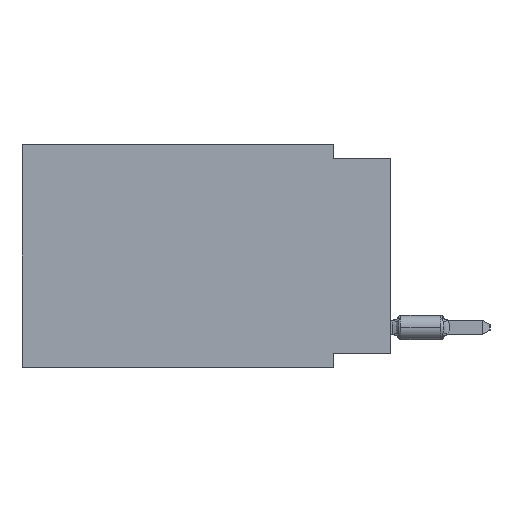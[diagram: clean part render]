
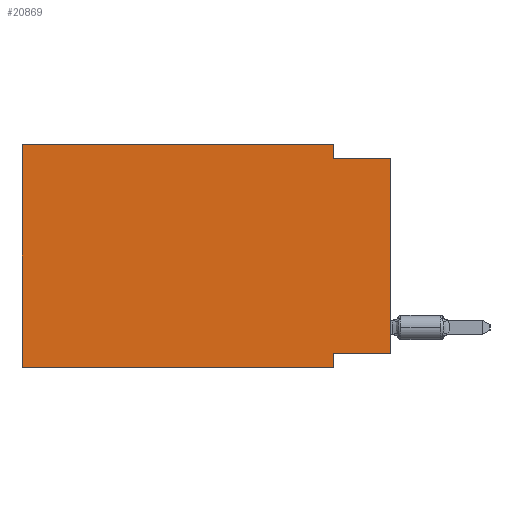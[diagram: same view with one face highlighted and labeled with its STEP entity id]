
A CAD part, left-side view. The second image highlights one B-rep face of the part: STEP entity #20869.
In plain terms, the highlighted planar face has unit normal (-1, 0, 0).
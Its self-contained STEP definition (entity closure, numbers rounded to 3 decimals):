
#825 = CARTESIAN_POINT ( 'NONE',  ( 0., 2.54, 0. ) ) ;
#2051 = CARTESIAN_POINT ( 'NONE',  ( 0., 2.54, 0. ) ) ;
#2957 = DIRECTION ( 'NONE',  ( 0., -1., 0. ) ) ;
#3000 = ORIENTED_EDGE ( 'NONE', *, *, #13156, .F. ) ;
#4299 = VERTEX_POINT ( 'NONE', #825 ) ;
#5122 = VERTEX_POINT ( 'NONE', #31895 ) ;
#5670 = VERTEX_POINT ( 'NONE', #23205 ) ;
#5811 = CARTESIAN_POINT ( 'NONE',  ( 0., 2.54, -9.906 ) ) ;
#7034 = ORIENTED_EDGE ( 'NONE', *, *, #24112, .F. ) ;
#7130 = DIRECTION ( 'NONE',  ( 0., 0., -1. ) ) ;
#7920 = ORIENTED_EDGE ( 'NONE', *, *, #40534, .F. ) ;
#8998 = LINE ( 'NONE', #2051, #44574 ) ;
#9112 = ORIENTED_EDGE ( 'NONE', *, *, #27445, .F. ) ;
#9355 = CARTESIAN_POINT ( 'NONE',  ( 0., 16.383, 0. ) ) ;
#10258 = DIRECTION ( 'NONE',  ( 0., 0., 1. ) ) ;
#12960 = VECTOR ( 'NONE', #10258, 1000. ) ;
#13156 = EDGE_CURVE ( 'NONE', #4299, #21967, #8998, .T. ) ;
#13437 = DIRECTION ( 'NONE',  ( 0., 0., -1. ) ) ;
#14523 = CARTESIAN_POINT ( 'NONE',  ( 0., 0., -0.635 ) ) ;
#15139 = DIRECTION ( 'NONE',  ( 0., -1., 0. ) ) ;
#16148 = DIRECTION ( 'NONE',  ( 0., 0., -1. ) ) ;
#16586 = VERTEX_POINT ( 'NONE', #43140 ) ;
#17300 = LINE ( 'NONE', #14523, #38742 ) ;
#17349 = CARTESIAN_POINT ( 'NONE',  ( 0., 0., 0. ) ) ;
#17544 = CARTESIAN_POINT ( 'NONE',  ( 0., 2.54, -0.635 ) ) ;
#18002 = ORIENTED_EDGE ( 'NONE', *, *, #26575, .F. ) ;
#18375 = LINE ( 'NONE', #32229, #19913 ) ;
#19910 = VECTOR ( 'NONE', #13437, 1000. ) ;
#19913 = VECTOR ( 'NONE', #15139, 1000. ) ;
#20104 = VERTEX_POINT ( 'NONE', #36783 ) ;
#20393 = CARTESIAN_POINT ( 'NONE',  ( 0., 0., -9.271 ) ) ;
#20489 = LINE ( 'NONE', #27198, #28319 ) ;
#20547 = EDGE_LOOP ( 'NONE', ( #44427, #9112, #3000, #25543, #18002, #34502, #7920, #7034 ) ) ;
#20642 = LINE ( 'NONE', #9355, #12960 ) ;
#20869 = ADVANCED_FACE ( 'NONE', ( #38756 ), #22425, .F. ) ;
#21215 = CARTESIAN_POINT ( 'NONE',  ( 0., 16.383, 0. ) ) ;
#21967 = VERTEX_POINT ( 'NONE', #17544 ) ;
#22425 = PLANE ( 'NONE',  #36763 ) ;
#22446 = EDGE_CURVE ( 'NONE', #5122, #4299, #20489, .T. ) ;
#23205 = CARTESIAN_POINT ( 'NONE',  ( 0., 2.54, -9.906 ) ) ;
#24112 = EDGE_CURVE ( 'NONE', #37584, #20104, #31035, .T. ) ;
#25543 = ORIENTED_EDGE ( 'NONE', *, *, #22446, .F. ) ;
#25840 = VECTOR ( 'NONE', #44844, 1000. ) ;
#26575 = EDGE_CURVE ( 'NONE', #16586, #5122, #20642, .T. ) ;
#27198 = CARTESIAN_POINT ( 'NONE',  ( 0., 16.383, 0. ) ) ;
#27291 = LINE ( 'NONE', #17349, #25840 ) ;
#27445 = EDGE_CURVE ( 'NONE', #21967, #33839, #17300, .T. ) ;
#28319 = VECTOR ( 'NONE', #2957, 1000. ) ;
#28602 = DIRECTION ( 'NONE',  ( 0., -1., 0. ) ) ;
#31035 = LINE ( 'NONE', #20393, #43578 ) ;
#31895 = CARTESIAN_POINT ( 'NONE',  ( 0., 16.383, 0. ) ) ;
#32229 = CARTESIAN_POINT ( 'NONE',  ( 0., 16.383, -9.906 ) ) ;
#33839 = VERTEX_POINT ( 'NONE', #35854 ) ;
#34502 = ORIENTED_EDGE ( 'NONE', *, *, #38121, .T. ) ;
#35854 = CARTESIAN_POINT ( 'NONE',  ( 0., 0., -0.635 ) ) ;
#36763 = AXIS2_PLACEMENT_3D ( 'NONE', #21215, #44798, #7130 ) ;
#36783 = CARTESIAN_POINT ( 'NONE',  ( 0., 2.54, -9.271 ) ) ;
#37442 = LINE ( 'NONE', #5811, #19910 ) ;
#37584 = VERTEX_POINT ( 'NONE', #38974 ) ;
#37952 = DIRECTION ( 'NONE',  ( 0., 1., 0. ) ) ;
#38121 = EDGE_CURVE ( 'NONE', #16586, #5670, #18375, .T. ) ;
#38742 = VECTOR ( 'NONE', #28602, 1000. ) ;
#38756 = FACE_OUTER_BOUND ( 'NONE', #20547, .T. ) ;
#38868 = EDGE_CURVE ( 'NONE', #37584, #33839, #27291, .T. ) ;
#38974 = CARTESIAN_POINT ( 'NONE',  ( 0., 0., -9.271 ) ) ;
#40534 = EDGE_CURVE ( 'NONE', #20104, #5670, #37442, .T. ) ;
#43140 = CARTESIAN_POINT ( 'NONE',  ( 0., 16.383, -9.906 ) ) ;
#43578 = VECTOR ( 'NONE', #37952, 1000. ) ;
#44427 = ORIENTED_EDGE ( 'NONE', *, *, #38868, .T. ) ;
#44574 = VECTOR ( 'NONE', #16148, 1000. ) ;
#44798 = DIRECTION ( 'NONE',  ( 1., 0., 0. ) ) ;
#44844 = DIRECTION ( 'NONE',  ( 0., 0., 1. ) ) ;
